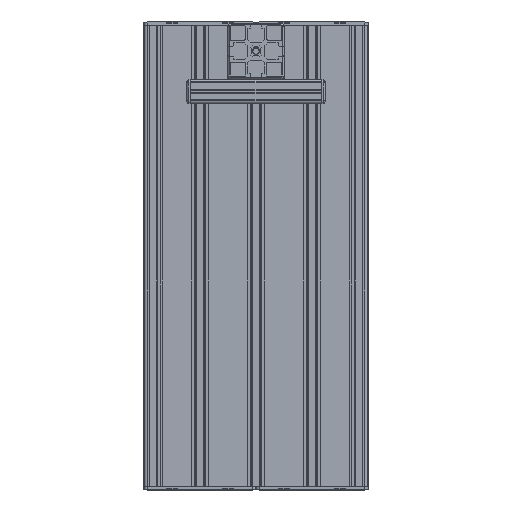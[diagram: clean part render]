
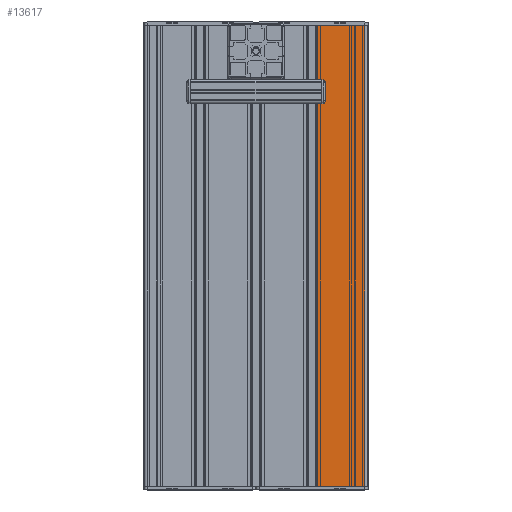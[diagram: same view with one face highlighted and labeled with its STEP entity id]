
A CAD part, top view. The second image highlights one B-rep face of the part: STEP entity #13617.
In plain terms, the highlighted face is planar.
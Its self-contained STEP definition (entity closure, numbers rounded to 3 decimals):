
#357=PLANE('',#14745);
#789=FACE_OUTER_BOUND('',#1495,.T.);
#1495=EDGE_LOOP('',(#9293,#9294,#9295,#9296));
#2230=LINE('',#20181,#3548);
#2409=LINE('',#20652,#3727);
#2410=LINE('',#20655,#3728);
#2411=LINE('',#20656,#3729);
#3548=VECTOR('',#16129,10.);
#3727=VECTOR('',#16594,10.);
#3728=VECTOR('',#16597,10.);
#3729=VECTOR('',#16598,10.);
#5511=VERTEX_POINT('',#20178);
#5512=VERTEX_POINT('',#20180);
#5661=VERTEX_POINT('',#20650);
#5662=VERTEX_POINT('',#20654);
#6852=EDGE_CURVE('',#5512,#5511,#2230,.T.);
#7088=EDGE_CURVE('',#5511,#5661,#2409,.T.);
#7089=EDGE_CURVE('',#5661,#5662,#2410,.T.);
#7090=EDGE_CURVE('',#5512,#5662,#2411,.T.);
#9293=ORIENTED_EDGE('',*,*,#7089,.T.);
#9294=ORIENTED_EDGE('',*,*,#7090,.F.);
#9295=ORIENTED_EDGE('',*,*,#6852,.T.);
#9296=ORIENTED_EDGE('',*,*,#7088,.T.);
#13617=ADVANCED_FACE('',(#789),#357,.T.);
#14745=AXIS2_PLACEMENT_3D('',#20653,#16595,#16596);
#16129=DIRECTION('',(1.,0.,0.));
#16594=DIRECTION('',(0.,0.,1.));
#16595=DIRECTION('center_axis',(0.,-1.,0.));
#16596=DIRECTION('ref_axis',(0.,0.,-1.));
#16597=DIRECTION('',(-1.,0.,0.));
#16598=DIRECTION('',(0.,0.,1.));
#20178=CARTESIAN_POINT('',(87.5,-9.5,-185.));
#20180=CARTESIAN_POINT('',(49.4,-9.5,-185.));
#20181=CARTESIAN_POINT('',(49.4,-9.5,-185.));
#20650=CARTESIAN_POINT('',(87.5,-9.5,185.));
#20652=CARTESIAN_POINT('',(87.5,-9.5,0.));
#20653=CARTESIAN_POINT('Origin',(87.5,-9.5,0.));
#20654=CARTESIAN_POINT('',(49.4,-9.5,185.));
#20655=CARTESIAN_POINT('',(49.4,-9.5,185.));
#20656=CARTESIAN_POINT('',(49.4,-9.5,0.));
